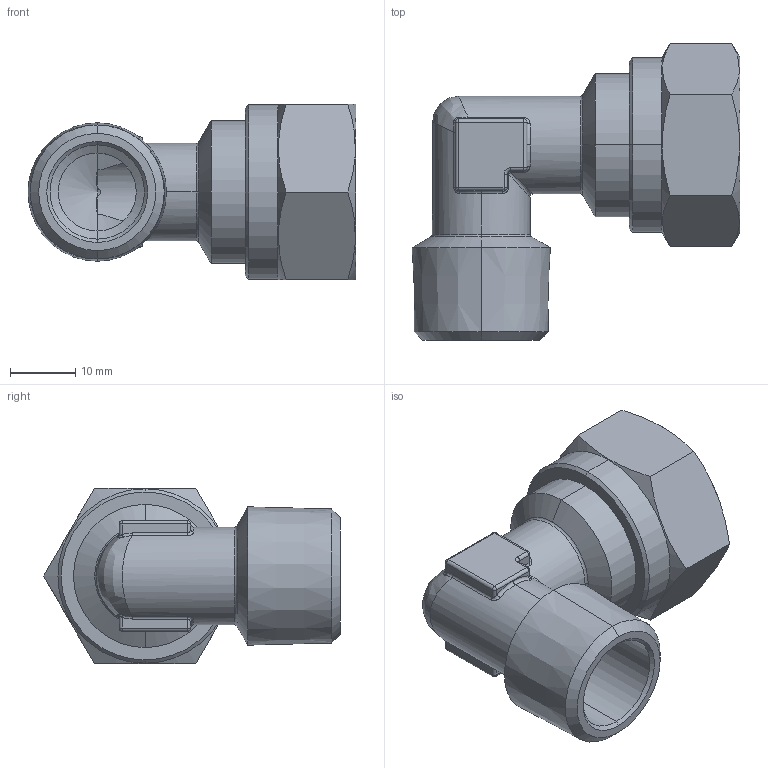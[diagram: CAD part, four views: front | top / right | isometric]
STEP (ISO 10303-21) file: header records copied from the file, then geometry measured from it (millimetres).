
FILE_DESCRIPTION (( 'STEP AP203' ), '1' );
FILE_NAME ('03060084.STEP', '2011-10-31T10:48:05', ( '' ), ( 'sopra-pneumatic' ), 'SwSTEP 2.0', 'SolidWorks 2011', '' );
FILE_SCHEMA (( 'CONFIG_CONTROL_DESIGN' ));
Length unit declared in the file: millimetre
Products named in the file (1): 03060084
Bounding box: 50.39 x 45.59 x 27 mm (x, y, z)
Volume: 13953.1 mm3; surface area: 8457.1 mm2
Topology: 1 solids, 1 shells, 148 faces, 334 edges, 176 vertices
Faces by surface type: cylinder 50, plane 28, cone 26, bspline 16, sphere 16, torus 12
Entity records: 4706 total; most frequent: CARTESIAN_POINT 1525, DIRECTION 674, ORIENTED_EDGE 640, EDGE_CURVE 320, AXIS2_PLACEMENT_3D 279, VERTEX_POINT 176, EDGE_LOOP 152, ADVANCED_FACE 148
